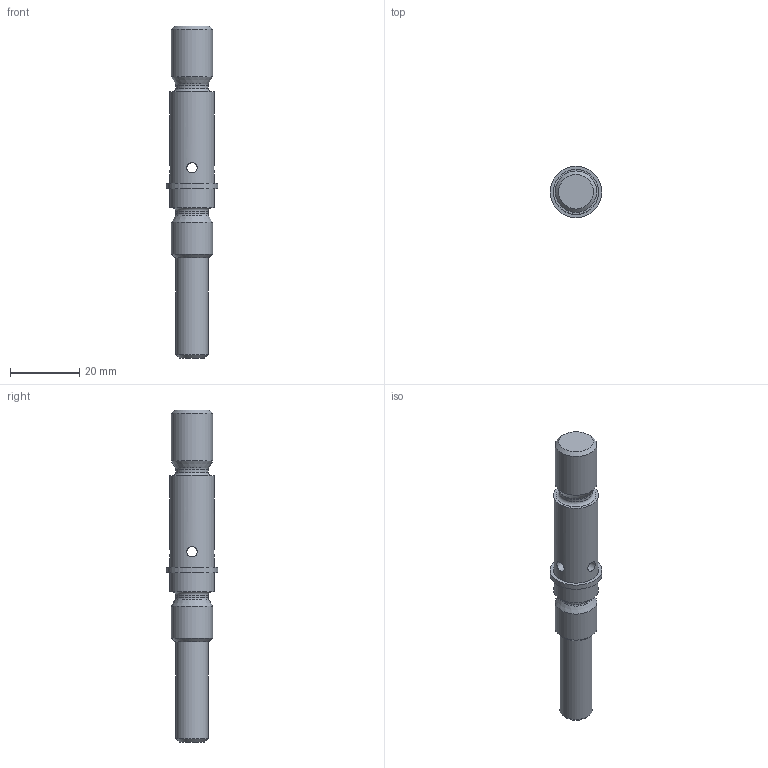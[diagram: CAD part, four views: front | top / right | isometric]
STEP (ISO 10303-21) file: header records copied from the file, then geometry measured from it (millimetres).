
FILE_DESCRIPTION((''),'2;1');
FILE_NAME('AXE INOX 316L','2021-01-08T08:30:07+01:00',(''),(''),'ST-DEVELOPER 1.6','MicroStation V8 Version 08.05.00.64','');
FILE_SCHEMA (('CONFIG_CONTROL_DESIGN'));
Length unit declared in the file: millimetre
Products named in the file (1): AXE INOX 316L1
Bounding box: 15 x 15 x 96 mm (x, y, z)
Volume: 8517.5 mm3; surface area: 4939.2 mm2
Topology: 1 solids, 1 shells, 30 faces, 63 edges, 38 vertices
Faces by surface type: cylinder 13, plane 7, cone 6, torus 4
Full cylindrical faces by diameter (mm): 3 x4, 5.5 x1, 9.4 x2, 9.5 x1, 12 x2, 13 x2, 15 x1
Entity records: 1186 total; most frequent: CARTESIAN_POINT 565, DIRECTION 110, FACE_BOUND 67, EDGE_LOOP 66, ORIENTED_EDGE 66, AXIS2_PLACEMENT_3D 55, VERTEX_POINT 34, EDGE_CURVE 33
